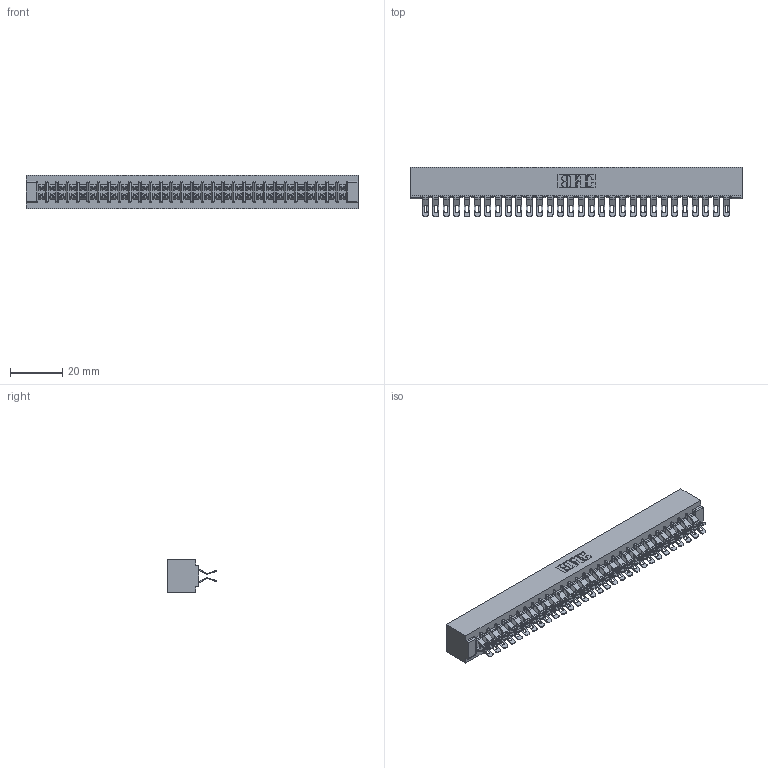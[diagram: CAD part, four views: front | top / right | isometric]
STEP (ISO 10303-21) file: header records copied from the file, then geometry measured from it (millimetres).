
FILE_DESCRIPTION (( 'STEP AP203' ), '1' );
FILE_NAME ('307-060-455-201.STEP', '2020-09-30T14:59:44', ( '' ), ( '' ), 'SwSTEP 2.0', 'SolidWorks 2020', '' );
FILE_SCHEMA (( 'CONFIG_CONTROL_DESIGN' ));
Length unit declared in the file: inch
Products named in the file (3): 307 Part_No Mounting Lugs; 307-290-001_555; 307-060-455-201
Assembly tree (61 placements, depth 2):
  307-060-455-201
    307 Part_No Mounting Lugs
    307-290-001_555  x60
Bounding box: 126.75 x 18.75 x 12.7 mm (x, y, z)
Volume: 14119.2 mm3; surface area: 18340.6 mm2
Topology: 61 solids, 61 shells, 3801 faces, 11159 edges, 7274 vertices
Faces by surface type: plane 2106, cylinder 1633, sphere 62
Entity records: 28417 total; most frequent: CARTESIAN_POINT 4654, ORIENTED_EDGE 4612, DIRECTION 4570, EDGE_CURVE 2306, LINE 1754, VECTOR 1754, VERTEX_POINT 1492, AXIS2_PLACEMENT_3D 1408
